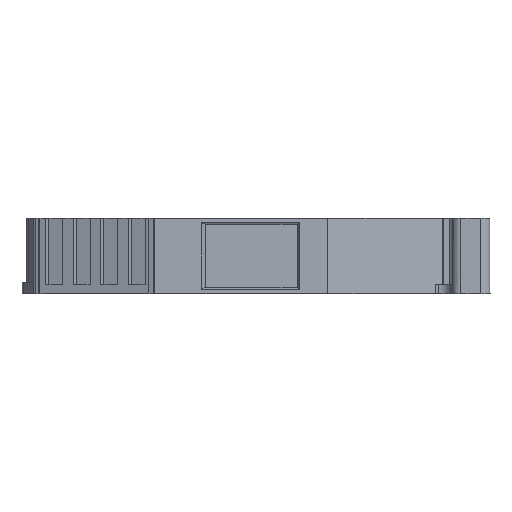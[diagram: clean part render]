
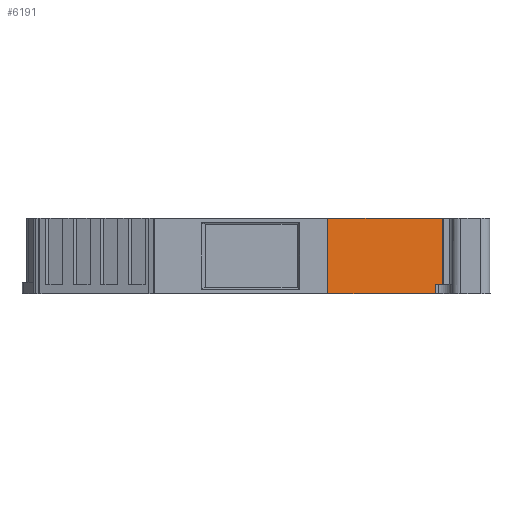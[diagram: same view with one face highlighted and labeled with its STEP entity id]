
A CAD part, left-side view. The second image highlights one B-rep face of the part: STEP entity #6191.
In plain terms, the highlighted planar face has unit normal (-0.985, -0.174, 0).
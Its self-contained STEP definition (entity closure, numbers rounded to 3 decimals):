
#96 = DIRECTION ( 'NONE',  ( 0.174, -0.985, 0. ) ) ;
#166 = CARTESIAN_POINT ( 'NONE',  ( -30.167, -63.786, -1.536 ) ) ;
#389 = CARTESIAN_POINT ( 'NONE',  ( -40.956, -2.601, 5.464 ) ) ;
#498 = VERTEX_POINT ( 'NONE', #1318 ) ;
#731 = LINE ( 'NONE', #10047, #5311 ) ;
#829 = VECTOR ( 'NONE', #9192, 1000. ) ;
#1141 = CARTESIAN_POINT ( 'NONE',  ( -40.956, -2.601, -70.154 ) ) ;
#1286 = DIRECTION ( 'NONE',  ( 0., 0., -1. ) ) ;
#1318 = CARTESIAN_POINT ( 'NONE',  ( -38.942, -14.018, -1.536 ) ) ;
#1459 = VERTEX_POINT ( 'NONE', #6597 ) ;
#1634 = LINE ( 'NONE', #1141, #10018 ) ;
#1717 = LINE ( 'NONE', #4608, #829 ) ;
#1725 = VERTEX_POINT ( 'NONE', #8379 ) ;
#1835 = EDGE_LOOP ( 'NONE', ( #6583, #10055, #5216, #9615, #4988, #3681 ) ) ;
#2196 = VECTOR ( 'NONE', #96, 1000. ) ;
#2237 = VECTOR ( 'NONE', #5972, 1000. ) ;
#2290 = EDGE_CURVE ( 'NONE', #1459, #498, #10546, .T. ) ;
#2967 = EDGE_CURVE ( 'NONE', #498, #1725, #6564, .T. ) ;
#3314 = EDGE_CURVE ( 'NONE', #1725, #4294, #731, .T. ) ;
#3681 = ORIENTED_EDGE ( 'NONE', *, *, #3314, .T. ) ;
#4046 = EDGE_CURVE ( 'NONE', #8414, #1459, #1717, .T. ) ;
#4294 = VERTEX_POINT ( 'NONE', #5674 ) ;
#4608 = CARTESIAN_POINT ( 'NONE',  ( -30.167, -63.786, -2.536 ) ) ;
#4988 = ORIENTED_EDGE ( 'NONE', *, *, #2967, .T. ) ;
#5216 = ORIENTED_EDGE ( 'NONE', *, *, #4046, .T. ) ;
#5311 = VECTOR ( 'NONE', #10284, 1000. ) ;
#5402 = AXIS2_PLACEMENT_3D ( 'NONE', #7335, #7302, #7282 ) ;
#5674 = CARTESIAN_POINT ( 'NONE',  ( -38.816, -14.736, 5.464 ) ) ;
#5965 = CARTESIAN_POINT ( 'NONE',  ( -38.942, -14.018, -70.154 ) ) ;
#5972 = DIRECTION ( 'NONE',  ( 0., 0., 1. ) ) ;
#6191 = ADVANCED_FACE ( 'NONE', ( #9299 ), #7578, .T. ) ;
#6564 = LINE ( 'NONE', #166, #2196 ) ;
#6583 = ORIENTED_EDGE ( 'NONE', *, *, #8093, .F. ) ;
#6597 = CARTESIAN_POINT ( 'NONE',  ( -38.942, -14.018, -2.536 ) ) ;
#6630 = VERTEX_POINT ( 'NONE', #389 ) ;
#6673 = CARTESIAN_POINT ( 'NONE',  ( -40.956, -2.601, -2.536 ) ) ;
#7282 = DIRECTION ( 'NONE',  ( 0.174, -0.985, 0. ) ) ;
#7302 = DIRECTION ( 'NONE',  ( -0.985, -0.174, 0. ) ) ;
#7335 = CARTESIAN_POINT ( 'NONE',  ( -30.167, -63.786, -70.154 ) ) ;
#7578 = PLANE ( 'NONE',  #5402 ) ;
#8093 = EDGE_CURVE ( 'NONE', #6630, #4294, #8523, .T. ) ;
#8379 = CARTESIAN_POINT ( 'NONE',  ( -38.816, -14.736, -1.536 ) ) ;
#8414 = VERTEX_POINT ( 'NONE', #6673 ) ;
#8523 = LINE ( 'NONE', #8856, #10362 ) ;
#8718 = DIRECTION ( 'NONE',  ( 0.174, -0.985, 0. ) ) ;
#8856 = CARTESIAN_POINT ( 'NONE',  ( -40.956, -2.601, 5.464 ) ) ;
#9192 = DIRECTION ( 'NONE',  ( 0.174, -0.985, 0. ) ) ;
#9299 = FACE_OUTER_BOUND ( 'NONE', #1835, .T. ) ;
#9615 = ORIENTED_EDGE ( 'NONE', *, *, #2290, .T. ) ;
#10018 = VECTOR ( 'NONE', #1286, 1000. ) ;
#10047 = CARTESIAN_POINT ( 'NONE',  ( -38.816, -14.736, -70.154 ) ) ;
#10055 = ORIENTED_EDGE ( 'NONE', *, *, #10340, .T. ) ;
#10284 = DIRECTION ( 'NONE',  ( 0., 0., 1. ) ) ;
#10340 = EDGE_CURVE ( 'NONE', #6630, #8414, #1634, .T. ) ;
#10362 = VECTOR ( 'NONE', #8718, 1000. ) ;
#10546 = LINE ( 'NONE', #5965, #2237 ) ;
